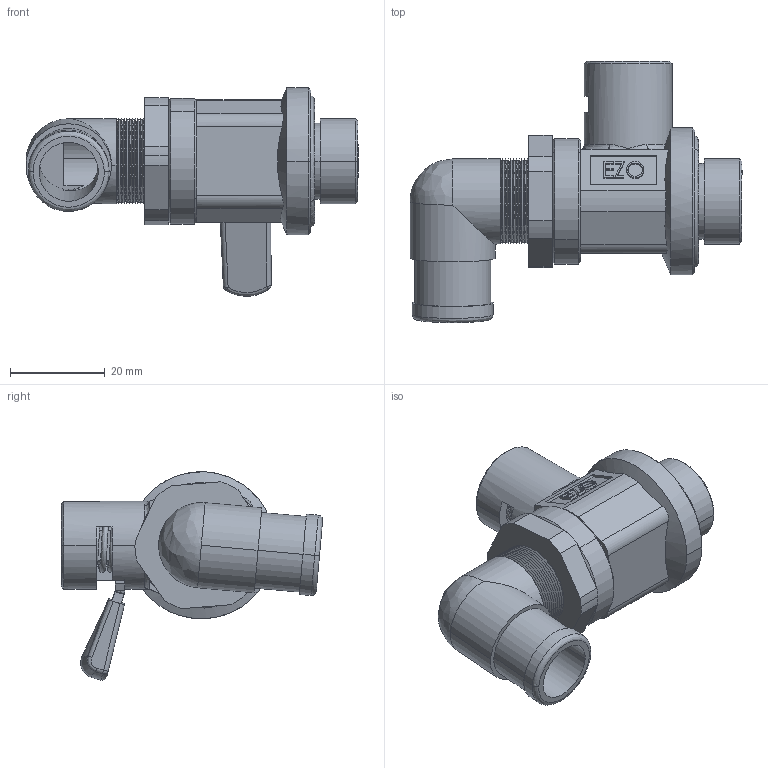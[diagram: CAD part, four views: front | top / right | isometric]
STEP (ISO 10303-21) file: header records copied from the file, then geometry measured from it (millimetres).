
FILE_DESCRIPTION (( 'STEP AP203' ), '1' );
FILE_NAME ('M-L.STEP', '2015-11-07T00:05:25', ( '微软用户' ), ( '微软中国' ), 'SwSTEP 2.0', 'SolidWorks 2010', '' );
FILE_SCHEMA (( 'CONFIG_CONTROL_DESIGN' ));
Length unit declared in the file: millimetre
Products named in the file (16): 忒梟L_1; M炵濬概极2-c_1; 19.5-2O型圈_1; 中号球座_1; L-002俔芛_1; M-L; 概裝_1; 縐銅_1; M概裔_1; す菜_1; 粟銅_1; O型圈23-2.5_1; O型圈4.2-1.9_1; 15-1.8O型圈_1; 球体_1; L-002俔芛甜簽_1
Assembly tree (16 placements, depth 2):
  M-L
    縐銅_1
    中号球座_1  x2
    M概裔_1
    す菜_1
    15-1.8O型圈_1
    概裝_1
    19.5-2O型圈_1
    O型圈23-2.5_1
    粟銅_1
    L-002俔芛甜簽_1
    M炵濬概极2-c_1
    L-002俔芛_1
    球体_1
    忒梟L_1
    O型圈4.2-1.9_1
Bounding box: 70 x 55.07 x 43.97 mm (x, y, z)
Volume: 26298.3 mm3; surface area: 22431.9 mm2
Topology: 16 solids, 16 shells, 429 faces, 1005 edges, 618 vertices
Faces by surface type: plane 131, cylinder 115, cone 111, bspline 72
Entity records: 20452 total; most frequent: CARTESIAN_POINT 9334, DIRECTION 1996, ORIENTED_EDGE 1944, EDGE_CURVE 972, AXIS2_PLACEMENT_3D 785, VERTEX_POINT 602, EDGE_LOOP 460, VECTOR 426
